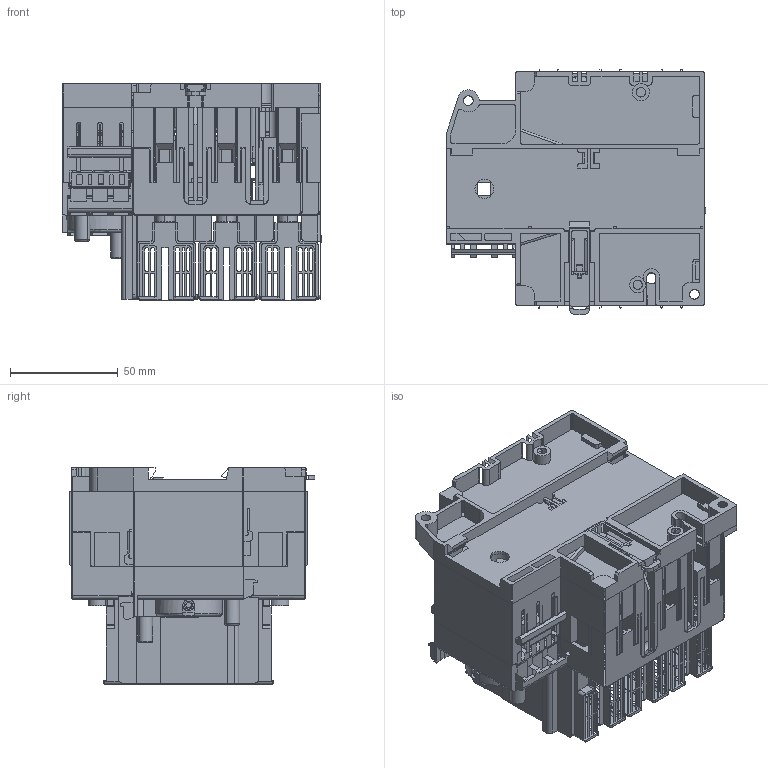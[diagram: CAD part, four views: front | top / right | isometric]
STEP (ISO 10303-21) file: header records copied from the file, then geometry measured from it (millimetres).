
FILE_DESCRIPTION((''),'2;1');
FILE_NAME('10000186673','2015-02-27T',('kleis'),('Rockwell Automation'),'PRO/ENGINEER BY PARAMETRIC TECHNOLOGY CORPORATION, 2012480','PRO/ENGINEER BY PARAMETRIC TECHNOLOGY CORPORATION, 2012480','');
FILE_SCHEMA(('CONFIG_CONTROL_DESIGN'));
Products named in the file (1): 10000186673
Bounding box: 120.25 x 113.99 x 100.5 mm (x, y, z)
Surface area: 171940.2 mm2 (no closed solid volume)
Topology: 0 solids, 109 shells, 1667 faces, 10402 edges, 8543 vertices
Faces by surface type: plane 1251, cylinder 371, torus 29, cone 8, sphere 5, bspline 3
Entity records: 102881 total; most frequent: CARTESIAN_POINT 29263, ORIENTED_EDGE 13469, DIRECTION 13052, EDGE_CURVE 10397, VERTEX_POINT 8543, VECTOR 8062, LINE 8062, AXIS2_PLACEMENT_3D 2495
